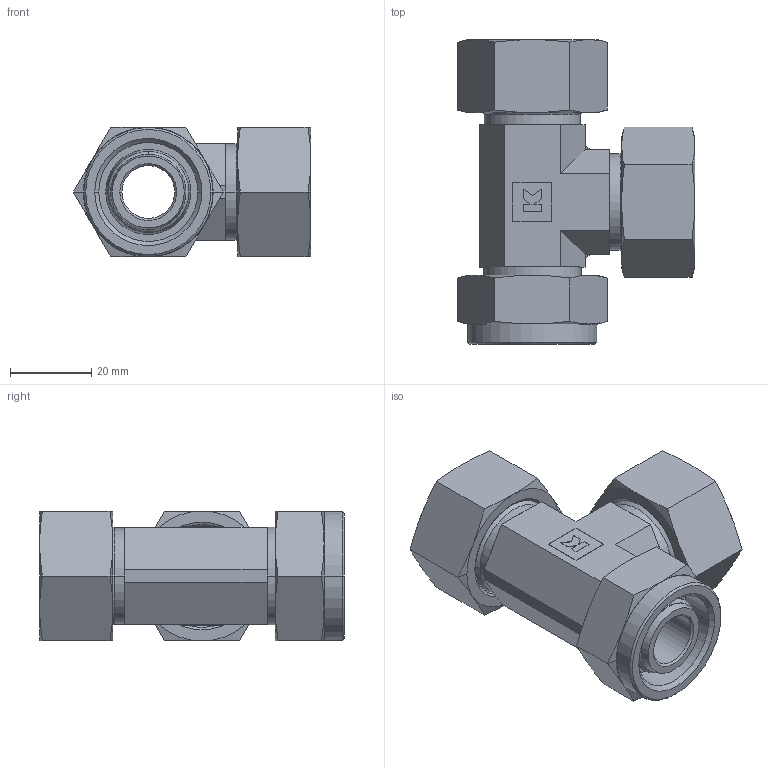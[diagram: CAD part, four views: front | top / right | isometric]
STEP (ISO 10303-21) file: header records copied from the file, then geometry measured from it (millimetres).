
FILE_DESCRIPTION( ( '' ), '1' );
FILE_NAME( '386811826.stp', '2012-08-13T09:31:15', ( '' ), ( '' ), ' ', ' ', ' ' );
FILE_SCHEMA( ( 'CONFIG_CONTROL_DESIGN' ) );
Length unit declared in the file: millimetre
Products named in the file (5): 1; 2; 3; 4; 5
Bounding box: 58.48 x 75.05 x 32 mm (x, y, z)
Volume: 48789.3 mm3; surface area: 25145.4 mm2
Topology: 5 solids, 6 shells, 251 faces, 567 edges, 340 vertices
Faces by surface type: plane 101, cone 96, cylinder 42, torus 12
Entity records: 7103 total; most frequent: CARTESIAN_POINT 1307, DIRECTION 1227, ORIENTED_EDGE 1134, EDGE_CURVE 567, AXIS2_PLACEMENT_3D 476, VERTEX_POINT 340, EDGE_LOOP 277, LINE 275
